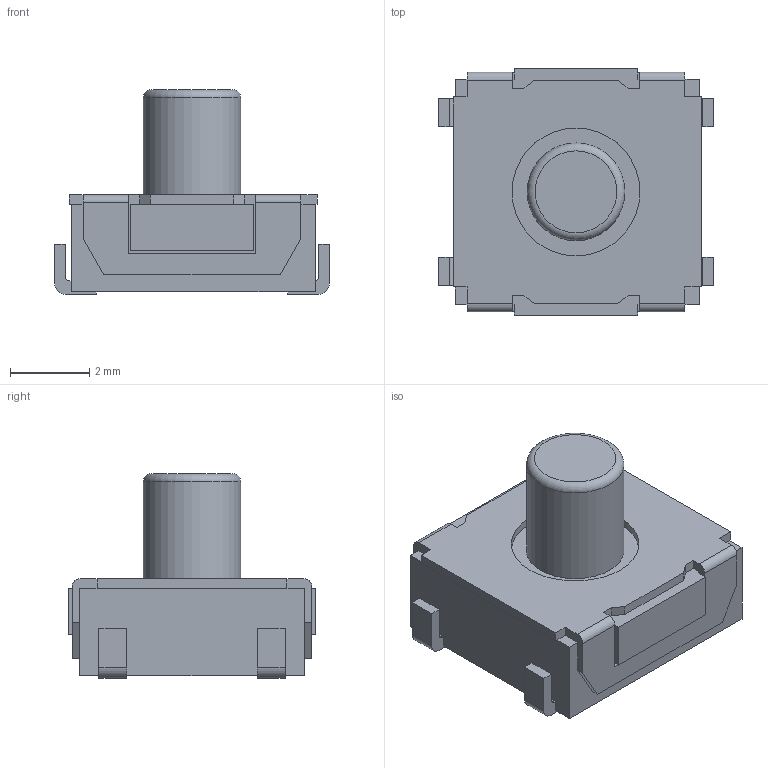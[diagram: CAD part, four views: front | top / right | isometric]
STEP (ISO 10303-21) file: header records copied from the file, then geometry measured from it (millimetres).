
FILE_DESCRIPTION(/* description */ ('Unknown'),/* implementation_level */ '2;1');
FILE_NAME(/* name */ 'B3SL-1022P',/* time_stamp */ '2024-03-13T12:54:45+02:00',/* author */ ('Unknown'),/* organization */ ('Unknown'),/* preprocessor_version */ 'ST-DEVELOPER v18.102',/* originating_system */ 'Solid Edge',/* authorisation */ 'Unknown');
FILE_SCHEMA (('AUTOMOTIVE_DESIGN {1 0 10303 214 3 1 1}'));
Length unit declared in the file: millimetre
Products named in the file (1): B3SL-1022P
Bounding box: 6.93 x 6.21 x 5.16 mm (x, y, z)
Volume: 102.6 mm3; surface area: 173.4 mm2
Topology: 1 solids, 1 shells, 105 faces, 299 edges, 198 vertices
Faces by surface type: plane 90, cylinder 14, torus 1
Full cylindrical faces by diameter (mm): 2.462 x1, 3.224 x1
Entity records: 4105 total; most frequent: CARTESIAN_POINT 598, ORIENTED_EDGE 590, DIRECTION 536, EDGE_CURVE 295, LINE 266, VECTOR 266, VERTEX_POINT 197, AXIS2_PLACEMENT_3D 135
